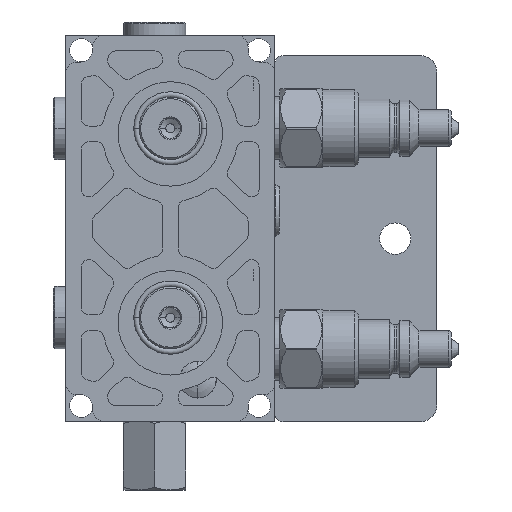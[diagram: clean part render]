
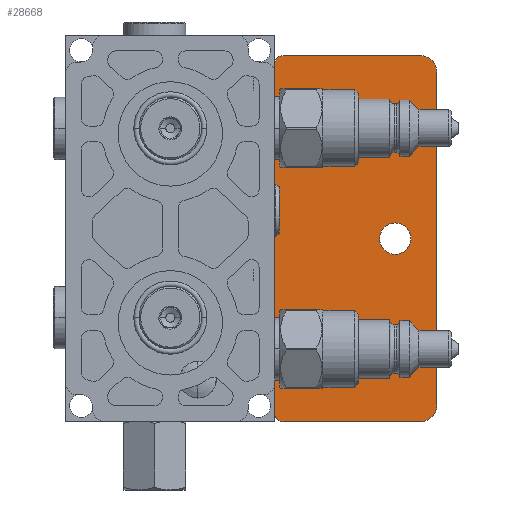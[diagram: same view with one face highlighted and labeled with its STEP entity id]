
A CAD part, front view. The second image highlights one B-rep face of the part: STEP entity #28668.
In plain terms, the highlighted planar face has unit normal (0, -1, 0).
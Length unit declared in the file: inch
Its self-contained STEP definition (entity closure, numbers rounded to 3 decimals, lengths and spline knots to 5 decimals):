
#2787=DIRECTION('',(0.,0.,1.));
#2788=VECTOR('',#2787,0.21);
#2789=CARTESIAN_POINT('',(1.25,2.,1.757));
#2790=LINE('',#2789,#2788);
#2791=CARTESIAN_POINT('',(1.35,2.,1.967));
#2792=DIRECTION('',(0.,-1.,0.));
#2793=DIRECTION('',(0.,0.,1.));
#2794=AXIS2_PLACEMENT_3D('',#2791,#2792,#2793);
#2796=DIRECTION('',(1.,0.,0.));
#2797=VECTOR('',#2796,1.64);
#2798=CARTESIAN_POINT('',(1.35,2.,2.067));
#2799=LINE('',#2798,#2797);
#2800=CARTESIAN_POINT('',(2.99,2.,1.867));
#2801=DIRECTION('',(0.,-1.,0.));
#2802=DIRECTION('',(1.,0.,0.));
#2803=AXIS2_PLACEMENT_3D('',#2800,#2801,#2802);
#2805=DIRECTION('',(0.,0.,-1.));
#2806=VECTOR('',#2805,3.98);
#2807=CARTESIAN_POINT('',(3.19,2.,1.867));
#2808=LINE('',#2807,#2806);
#2809=CARTESIAN_POINT('',(2.99,2.,-2.113));
#2810=DIRECTION('',(0.,-1.,0.));
#2811=DIRECTION('',(0.,0.,-1.));
#2812=AXIS2_PLACEMENT_3D('',#2809,#2810,#2811);
#2814=DIRECTION('',(-1.,0.,0.));
#2815=VECTOR('',#2814,1.64);
#2816=CARTESIAN_POINT('',(2.99,2.,-2.313));
#2817=LINE('',#2816,#2815);
#2818=CARTESIAN_POINT('',(1.35,2.,-2.213));
#2819=DIRECTION('',(0.,-1.,0.));
#2820=DIRECTION('',(-1.,0.,0.));
#2821=AXIS2_PLACEMENT_3D('',#2818,#2819,#2820);
#2823=DIRECTION('',(0.,0.,1.));
#2824=VECTOR('',#2823,1.77);
#2825=CARTESIAN_POINT('',(1.25,2.,-2.213));
#2826=LINE('',#2825,#2824);
#2827=CARTESIAN_POINT('',(2.69,2.,-0.123));
#2828=DIRECTION('',(0.,-1.,0.));
#2829=DIRECTION('',(0.,0.,1.));
#2830=AXIS2_PLACEMENT_3D('',#2827,#2828,#2829);
#2832=CARTESIAN_POINT('',(2.69,2.,-0.123));
#2833=DIRECTION('',(0.,-1.,0.));
#2834=DIRECTION('',(0.,0.,-1.));
#2835=AXIS2_PLACEMENT_3D('',#2832,#2833,#2834);
#2873=DIRECTION('',(0.,0.,1.));
#2874=VECTOR('',#2873,2.2);
#2875=CARTESIAN_POINT('',(1.25,2.,-0.443));
#2876=LINE('',#2875,#2874);
#25123=CARTESIAN_POINT('',(2.99,2.,-2.313));
#25124=CARTESIAN_POINT('',(3.19,2.,-2.113));
#25125=VERTEX_POINT('',#25123);
#25126=VERTEX_POINT('',#25124);
#25131=CARTESIAN_POINT('',(3.19,2.,1.867));
#25132=CARTESIAN_POINT('',(2.99,2.,2.067));
#25133=VERTEX_POINT('',#25131);
#25134=VERTEX_POINT('',#25132);
#25139=CARTESIAN_POINT('',(1.25,2.,-2.213));
#25140=CARTESIAN_POINT('',(1.35,2.,-2.313));
#25141=VERTEX_POINT('',#25139);
#25142=VERTEX_POINT('',#25140);
#25155=CARTESIAN_POINT('',(1.35,2.,2.067));
#25156=CARTESIAN_POINT('',(1.25,2.,1.967));
#25157=VERTEX_POINT('',#25155);
#25158=VERTEX_POINT('',#25156);
#25171=CARTESIAN_POINT('',(2.69,2.,0.0645));
#25172=CARTESIAN_POINT('',(2.69,2.,-0.3105));
#25173=VERTEX_POINT('',#25171);
#25174=VERTEX_POINT('',#25172);
#25211=CARTESIAN_POINT('',(1.25,2.,-0.443));
#25212=CARTESIAN_POINT('',(1.25,2.,1.757));
#25213=VERTEX_POINT('',#25211);
#25214=VERTEX_POINT('',#25212);
#28636=CARTESIAN_POINT('',(3.19,2.,2.067));
#28637=DIRECTION('',(0.,1.,0.));
#28638=DIRECTION('',(0.,0.,-1.));
#28639=AXIS2_PLACEMENT_3D('',#28636,#28637,#28638);
#28640=PLANE('',#28639);
#28642=ORIENTED_EDGE('',*,*,#28641,.T.);
#28644=ORIENTED_EDGE('',*,*,#28643,.T.);
#28646=ORIENTED_EDGE('',*,*,#28645,.F.);
#28648=ORIENTED_EDGE('',*,*,#28647,.T.);
#28650=ORIENTED_EDGE('',*,*,#28649,.F.);
#28652=ORIENTED_EDGE('',*,*,#28651,.T.);
#28654=ORIENTED_EDGE('',*,*,#28653,.F.);
#28656=ORIENTED_EDGE('',*,*,#28655,.T.);
#28658=ORIENTED_EDGE('',*,*,#28657,.F.);
#28659=ORIENTED_EDGE('',*,*,#28627,.T.);
#28660=EDGE_LOOP('',(#28642,#28644,#28646,#28648,#28650,#28652,#28654,#28656,
#28658,#28659));
#28661=FACE_OUTER_BOUND('',#28660,.F.);
#28663=ORIENTED_EDGE('',*,*,#28662,.T.);
#28665=ORIENTED_EDGE('',*,*,#28664,.T.);
#28666=EDGE_LOOP('',(#28663,#28665));
#28667=FACE_BOUND('',#28666,.F.);
#28668=ADVANCED_FACE('',(#28661,#28667),#28640,.F.);
#2795=CIRCLE('',#2794,0.1);
#2804=CIRCLE('',#2803,0.2);
#2813=CIRCLE('',#2812,0.2);
#2822=CIRCLE('',#2821,0.1);
#2831=CIRCLE('',#2830,0.1875);
#2836=CIRCLE('',#2835,0.1875);
#28627=EDGE_CURVE('',#25141,#25213,#2826,.T.);
#28641=EDGE_CURVE('',#25213,#25214,#2876,.T.);
#28643=EDGE_CURVE('',#25214,#25158,#2790,.T.);
#28645=EDGE_CURVE('',#25157,#25158,#2795,.T.);
#28647=EDGE_CURVE('',#25157,#25134,#2799,.T.);
#28649=EDGE_CURVE('',#25133,#25134,#2804,.T.);
#28651=EDGE_CURVE('',#25133,#25126,#2808,.T.);
#28653=EDGE_CURVE('',#25125,#25126,#2813,.T.);
#28655=EDGE_CURVE('',#25125,#25142,#2817,.T.);
#28657=EDGE_CURVE('',#25141,#25142,#2822,.T.);
#28662=EDGE_CURVE('',#25173,#25174,#2831,.T.);
#28664=EDGE_CURVE('',#25174,#25173,#2836,.T.);
